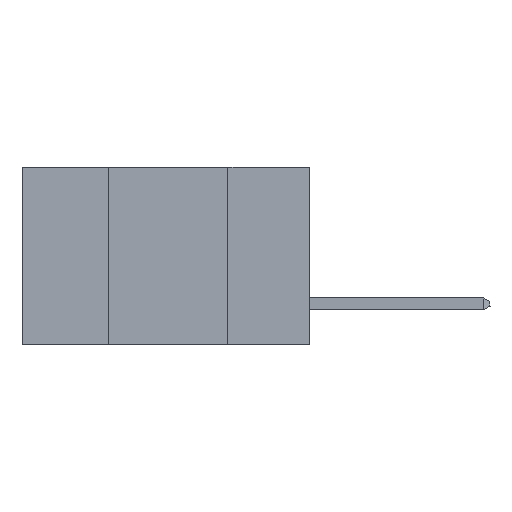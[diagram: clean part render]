
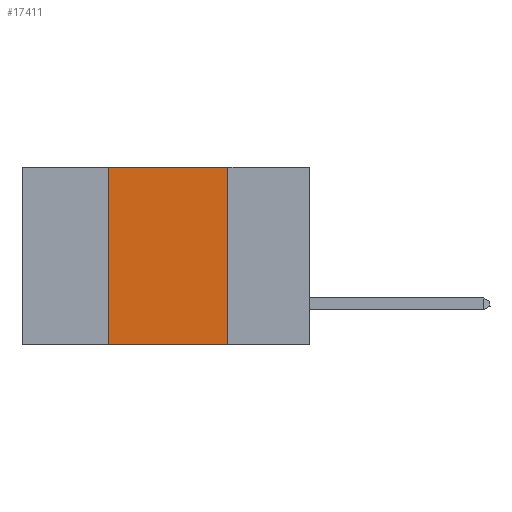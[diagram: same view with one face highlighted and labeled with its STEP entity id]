
A CAD part, left-side view. The second image highlights one B-rep face of the part: STEP entity #17411.
In plain terms, the highlighted planar face has unit normal (-1, 0, 0).
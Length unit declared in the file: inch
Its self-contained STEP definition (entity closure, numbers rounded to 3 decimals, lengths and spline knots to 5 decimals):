
#14 = EDGE_CURVE ( 'NONE', #4172, #12627, #9508, .T. ) ;
#967 = LINE ( 'NONE', #4932, #10713 ) ;
#1225 = CARTESIAN_POINT ( 'NONE',  ( 0., 0.42, 0. ) ) ;
#1272 = PLANE ( 'NONE',  #10530 ) ;
#1514 = CARTESIAN_POINT ( 'NONE',  ( 0., 0.6, 0. ) ) ;
#1893 = ORIENTED_EDGE ( 'NONE', *, *, #14, .F. ) ;
#2564 = ORIENTED_EDGE ( 'NONE', *, *, #3801, .T. ) ;
#3274 = DIRECTION ( 'NONE',  ( 0., 0., 1. ) ) ;
#3390 = DIRECTION ( 'NONE',  ( 0., 0., -1. ) ) ;
#3801 = EDGE_CURVE ( 'NONE', #15686, #12627, #9376, .T. ) ;
#3908 = FACE_OUTER_BOUND ( 'NONE', #14887, .T. ) ;
#4172 = VERTEX_POINT ( 'NONE', #11756 ) ;
#4871 = CARTESIAN_POINT ( 'NONE',  ( 0., 0.17, 0. ) ) ;
#4932 = CARTESIAN_POINT ( 'NONE',  ( 0., 0.6, 0. ) ) ;
#5635 = VECTOR ( 'NONE', #3390, 39.37008 ) ;
#6370 = DIRECTION ( 'NONE',  ( 0., -1., 0. ) ) ;
#6674 = ORIENTED_EDGE ( 'NONE', *, *, #17168, .F. ) ;
#7008 = VECTOR ( 'NONE', #3274, 39.37008 ) ;
#7170 = DIRECTION ( 'NONE',  ( 1., 0., 0. ) ) ;
#8557 = DIRECTION ( 'NONE',  ( 0., 0., -1. ) ) ;
#8808 = CARTESIAN_POINT ( 'NONE',  ( 0., 0.42, -0.37 ) ) ;
#9194 = CARTESIAN_POINT ( 'NONE',  ( 0., 0.42, 0. ) ) ;
#9376 = LINE ( 'NONE', #11685, #11621 ) ;
#9508 = LINE ( 'NONE', #4871, #5635 ) ;
#10527 = VERTEX_POINT ( 'NONE', #1225 ) ;
#10530 = AXIS2_PLACEMENT_3D ( 'NONE', #1514, #7170, #8557 ) ;
#10713 = VECTOR ( 'NONE', #16493, 39.37008 ) ;
#11621 = VECTOR ( 'NONE', #6370, 39.37008 ) ;
#11685 = CARTESIAN_POINT ( 'NONE',  ( 0., 0.6, -0.37 ) ) ;
#11756 = CARTESIAN_POINT ( 'NONE',  ( 0., 0.17, 0. ) ) ;
#12627 = VERTEX_POINT ( 'NONE', #14736 ) ;
#14000 = EDGE_CURVE ( 'NONE', #15686, #10527, #16725, .T. ) ;
#14736 = CARTESIAN_POINT ( 'NONE',  ( 0., 0.17, -0.37 ) ) ;
#14887 = EDGE_LOOP ( 'NONE', ( #1893, #6674, #15759, #2564 ) ) ;
#15686 = VERTEX_POINT ( 'NONE', #8808 ) ;
#15759 = ORIENTED_EDGE ( 'NONE', *, *, #14000, .F. ) ;
#16493 = DIRECTION ( 'NONE',  ( 0., -1., 0. ) ) ;
#16725 = LINE ( 'NONE', #9194, #7008 ) ;
#17168 = EDGE_CURVE ( 'NONE', #10527, #4172, #967, .T. ) ;
#17411 = ADVANCED_FACE ( 'NONE', ( #3908 ), #1272, .F. ) ;
